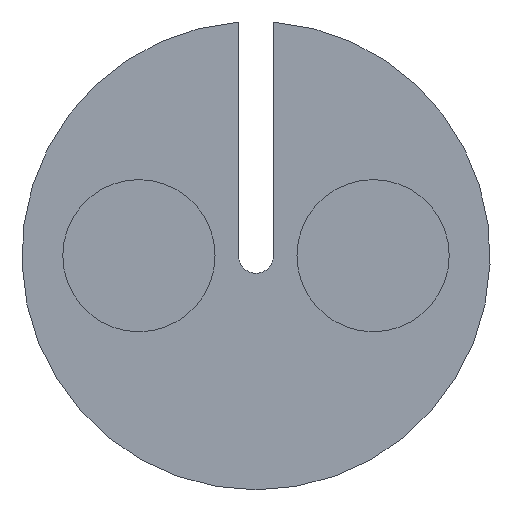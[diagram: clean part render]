
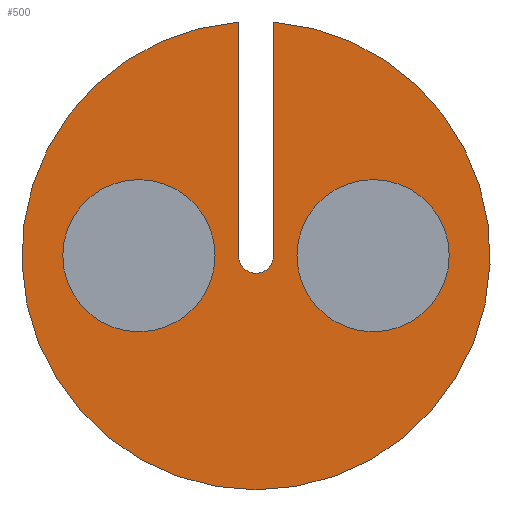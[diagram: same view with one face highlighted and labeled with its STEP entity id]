
A CAD part, left-side view. The second image highlights one B-rep face of the part: STEP entity #500.
In plain terms, the highlighted planar face has unit normal (-1, 0, 0).
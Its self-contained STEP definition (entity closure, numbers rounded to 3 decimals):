
#33=FACE_BOUND('',#117,.T.);
#34=FACE_BOUND('',#118,.T.);
#54=PLANE('',#567);
#82=FACE_OUTER_BOUND('',#116,.T.);
#116=EDGE_LOOP('',(#459,#460,#461,#462));
#117=EDGE_LOOP('',(#463));
#118=EDGE_LOOP('',(#464));
#126=LINE('',#765,#168);
#138=LINE('',#788,#180);
#168=VECTOR('',#617,10.);
#180=VECTOR('',#631,10.);
#203=CIRCLE('',#517,3.25);
#205=CIRCLE('',#521,3.25);
#212=CIRCLE('',#532,0.75);
#222=CIRCLE('',#565,10.);
#223=VERTEX_POINT('',#727);
#225=VERTEX_POINT('',#734);
#233=VERTEX_POINT('',#756);
#234=VERTEX_POINT('',#758);
#236=VERTEX_POINT('',#764);
#246=VERTEX_POINT('',#786);
#267=EDGE_CURVE('',#223,#223,#203,.T.);
#270=EDGE_CURVE('',#225,#225,#205,.T.);
#281=EDGE_CURVE('',#234,#233,#212,.T.);
#284=EDGE_CURVE('',#236,#234,#126,.T.);
#296=EDGE_CURVE('',#233,#246,#138,.T.);
#332=EDGE_CURVE('',#236,#246,#222,.T.);
#459=ORIENTED_EDGE('',*,*,#296,.T.);
#460=ORIENTED_EDGE('',*,*,#332,.F.);
#461=ORIENTED_EDGE('',*,*,#284,.T.);
#462=ORIENTED_EDGE('',*,*,#281,.T.);
#463=ORIENTED_EDGE('',*,*,#267,.T.);
#464=ORIENTED_EDGE('',*,*,#270,.T.);
#500=ADVANCED_FACE('',(#82,#33,#34),#54,.F.);
#517=AXIS2_PLACEMENT_3D('',#728,#576,#577);
#521=AXIS2_PLACEMENT_3D('',#735,#585,#586);
#532=AXIS2_PLACEMENT_3D('',#759,#611,#612);
#565=AXIS2_PLACEMENT_3D('',#861,#714,#715);
#567=AXIS2_PLACEMENT_3D('',#863,#718,#719);
#576=DIRECTION('center_axis',(1.,0.,0.));
#577=DIRECTION('ref_axis',(0.,0.,1.));
#585=DIRECTION('center_axis',(1.,0.,0.));
#586=DIRECTION('ref_axis',(0.,0.,1.));
#611=DIRECTION('center_axis',(1.,0.,0.));
#612=DIRECTION('ref_axis',(0.,-1.,0.));
#617=DIRECTION('',(0.,0.,-1.));
#631=DIRECTION('',(0.,0.,1.));
#714=DIRECTION('center_axis',(1.,0.,0.));
#715=DIRECTION('ref_axis',(0.,0.,-1.));
#718=DIRECTION('center_axis',(1.,0.,0.));
#719=DIRECTION('ref_axis',(0.,0.,-1.));
#727=CARTESIAN_POINT('',(0.,5.,-3.25));
#728=CARTESIAN_POINT('Origin',(0.,5.,0.));
#734=CARTESIAN_POINT('',(0.,-5.,-3.25));
#735=CARTESIAN_POINT('Origin',(0.,-5.,0.));
#756=CARTESIAN_POINT('',(0.,0.75,0.));
#758=CARTESIAN_POINT('',(0.,-0.75,0.));
#759=CARTESIAN_POINT('Origin',(0.,0.,0.));
#764=CARTESIAN_POINT('',(0.,-0.75,9.972));
#765=CARTESIAN_POINT('',(0.,-0.75,0.));
#786=CARTESIAN_POINT('',(0.,0.75,9.972));
#788=CARTESIAN_POINT('',(0.,0.75,4.986));
#861=CARTESIAN_POINT('Origin',(0.,0.,0.));
#863=CARTESIAN_POINT('Origin',(0.,0.,0.));
